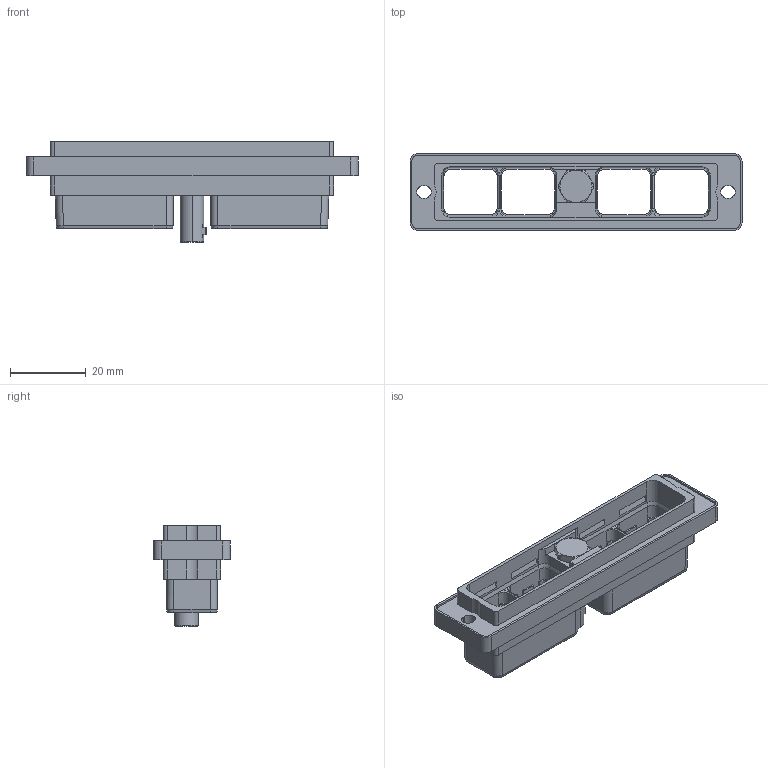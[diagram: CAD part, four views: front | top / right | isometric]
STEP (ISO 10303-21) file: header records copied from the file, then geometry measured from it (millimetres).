
FILE_DESCRIPTION((''),'2;1');
FILE_NAME('SIM2B85KA','2019-09-17T',('presta_be4'),(''),'PRO/ENGINEER BY PARAMETRIC TECHNOLOGY CORPORATION, 2014310','PRO/ENGINEER BY PARAMETRIC TECHNOLOGY CORPORATION, 2014310','');
FILE_SCHEMA(('CONFIG_CONTROL_DESIGN'));
Length unit declared in the file: millimetre
Products named in the file (1): SIM2B85KA
Bounding box: 87.9 x 20.3 x 26.67 mm (x, y, z)
Volume: 8671.3 mm3; surface area: 12465.4 mm2
Topology: 2 solids, 2 shells, 858 faces, 2323 edges, 1510 vertices
Faces by surface type: plane 647, cylinder 121, cone 54, torus 32, bspline 4
Entity records: 29766 total; most frequent: CARTESIAN_POINT 8018, ORIENTED_EDGE 4642, DIRECTION 4268, EDGE_CURVE 2321, VECTOR 1900, LINE 1900, VERTEX_POINT 1510, AXIS2_PLACEMENT_3D 1184
